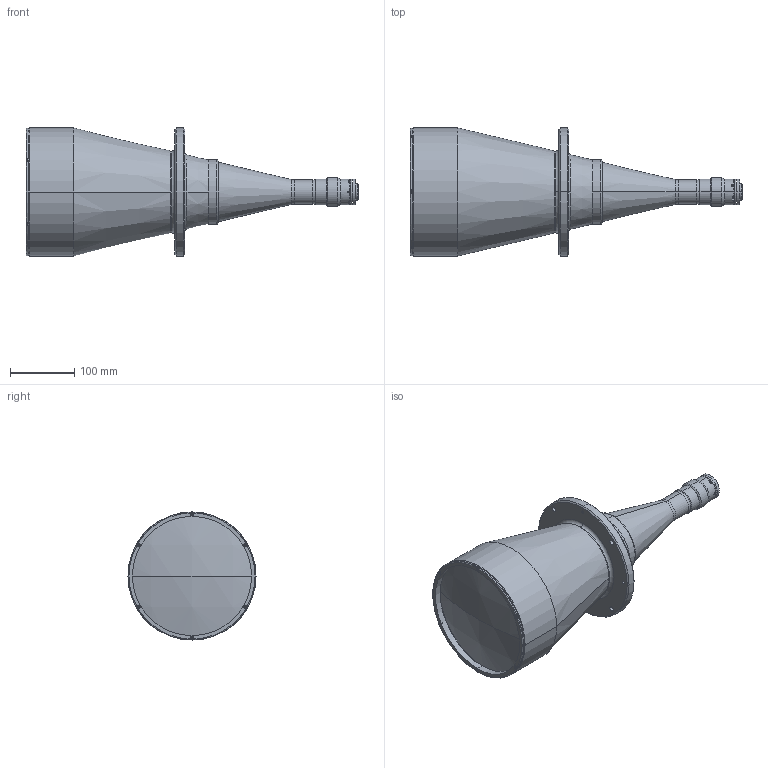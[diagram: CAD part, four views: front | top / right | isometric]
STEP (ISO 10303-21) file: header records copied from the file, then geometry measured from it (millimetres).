
FILE_DESCRIPTION (( 'STEP AP203' ), '1' );
FILE_NAME ('DP71411_TC2MHR144-C.step', '2021-10-04T08:42:40', ( '' ), ( '' ), 'SwSTEP 2.0', 'SolidWorks 2021', '' );
FILE_SCHEMA (( 'CONFIG_CONTROL_DESIGN' ));
Length unit declared in the file: millimetre
Products named in the file (1): DP71411_TC2MHR144-C
Bounding box: 518.31 x 200 x 200 mm (x, y, z)
Surface area: 289387.5 mm2 (no closed solid volume)
Topology: 0 solids, 26 shells, 226 faces, 678 edges, 475 vertices
Faces by surface type: plane 81, cylinder 77, cone 36, torus 30, sphere 2
Entity records: 8056 total; most frequent: CARTESIAN_POINT 1682, DIRECTION 1435, ORIENTED_EDGE 1111, EDGE_CURVE 672, AXIS2_PLACEMENT_3D 566, VERTEX_POINT 475, CIRCLE 339, LINE 303
